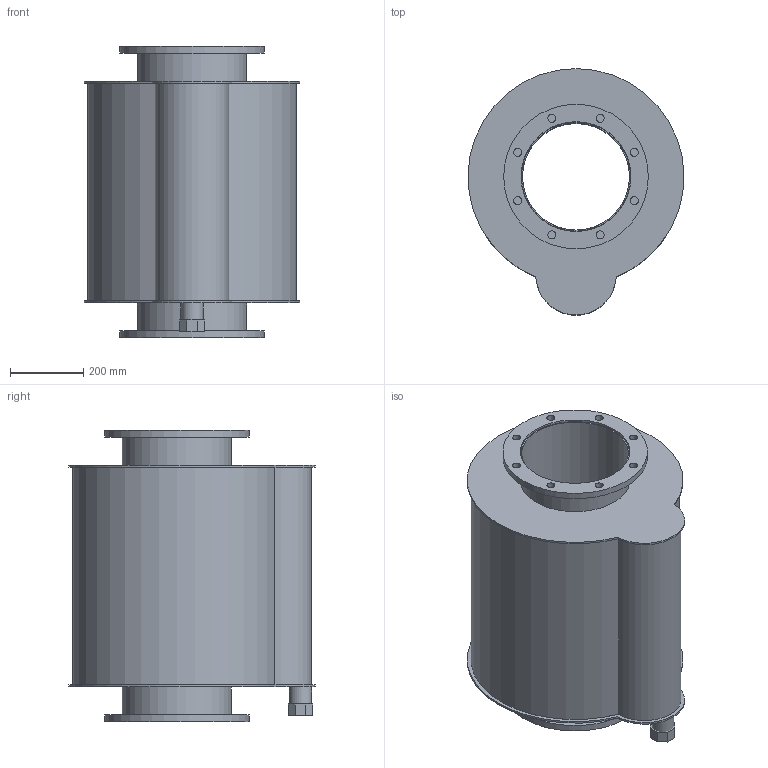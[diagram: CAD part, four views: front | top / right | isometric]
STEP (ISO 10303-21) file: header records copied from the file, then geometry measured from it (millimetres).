
FILE_DESCRIPTION(/* description */ (''),/* implementation_level */ '2;1');
FILE_NAME(/* name */ 'VKV 11.stp',/* time_stamp */ '2015-01-22T13:44:40+01:00',/* author */ ('Tekenkamer'),/* organization */ (''),/* preprocessor_version */ 'ST-DEVELOPER v15.6',/* originating_system */ 'Autodesk Inventor 2015',/* authorisation */ '');
FILE_SCHEMA (('AUTOMOTIVE_DESIGN { 1 0 10303 214 3 1 1 }'));
Length unit declared in the file: millimetre
Products named in the file (1): MAAT3D
Bounding box: 589.9 x 672.9 x 795 mm (x, y, z)
Volume: 8884660.2 mm3; surface area: 4462669.4 mm2
Topology: 10 solids, 10 shells, 67 faces, 141 edges, 94 vertices
Faces by surface type: cylinder 37, plane 30
Full cylindrical faces by diameter (mm): 22 x16, 54.1 x2, 60.3 x1, 292 x2, 298 x2, 300 x4, 395 x2, 564 x1, 570 x1
Entity records: 1796 total; most frequent: DIRECTION 320, CARTESIAN_POINT 272, ORIENTED_EDGE 220, EDGE_LOOP 148, AXIS2_PLACEMENT_3D 142, EDGE_CURVE 110, VERTEX_POINT 94, FACE_BOUND 81
